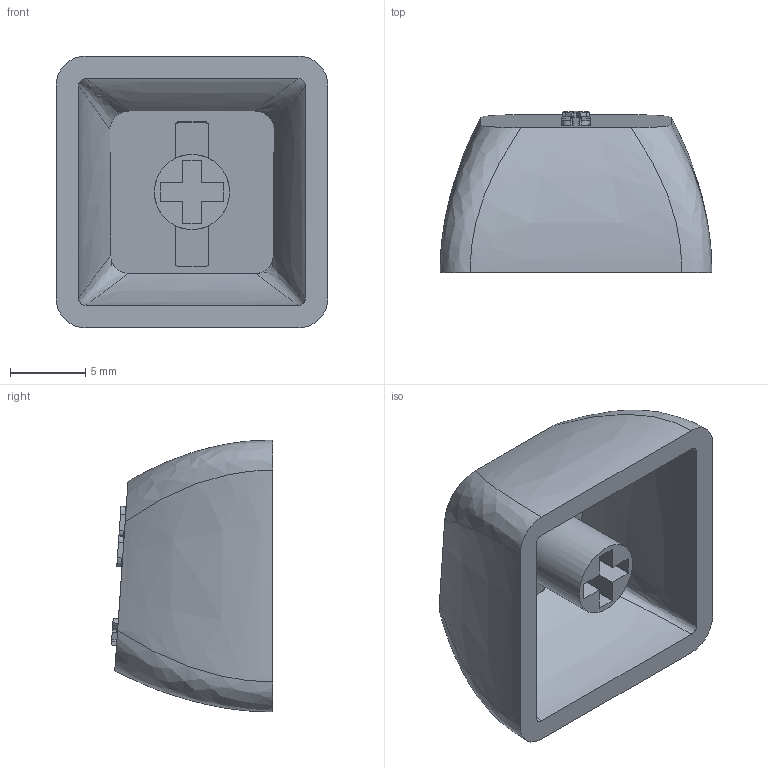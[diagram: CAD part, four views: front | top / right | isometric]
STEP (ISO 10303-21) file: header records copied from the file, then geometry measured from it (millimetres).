
FILE_DESCRIPTION(/* description */ (''),/* implementation_level */ '2;1');
FILE_NAME(/* name */ '8.step',/* time_stamp */ '2022-04-14T16:49:39-03:00',/* author */ (''),/* organization */ (''),/* preprocessor_version */ 'ST-DEVELOPER v18.1',/* originating_system */ 'Autodesk Translation Framework v10.14.0.1471',/* authorisation */ '');
FILE_SCHEMA (('AUTOMOTIVE_DESIGN { 1 0 10303 214 3 1 1 }'));
Length unit declared in the file: millimetre
Products named in the file (1): 8
Bounding box: 18.1 x 10.74 x 18.1 mm (x, y, z)
Volume: 1161.5 mm3; surface area: 1846.6 mm2
Topology: 2 solids, 2 shells, 214 faces, 608 edges, 403 vertices
Faces by surface type: bspline 118, plane 91, cylinder 5
Full cylindrical faces by diameter (mm): 5 x1
Entity records: 9536 total; most frequent: CARTESIAN_POINT 4794, ORIENTED_EDGE 1216, EDGE_CURVE 608, DIRECTION 554, VERTEX_POINT 403, LINE 316, VECTOR 316, B_SPLINE_CURVE_WITH_KNOTS 270
